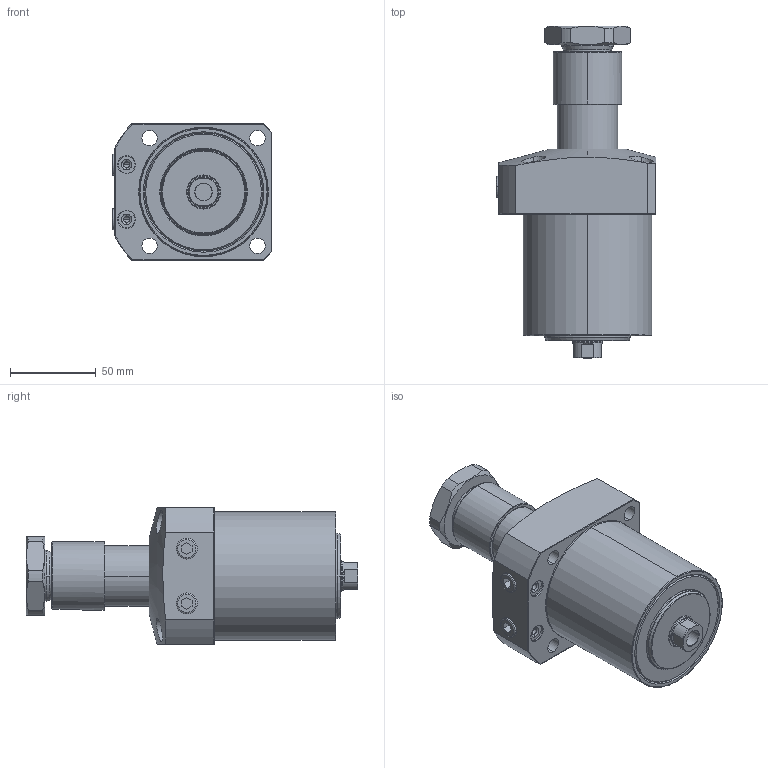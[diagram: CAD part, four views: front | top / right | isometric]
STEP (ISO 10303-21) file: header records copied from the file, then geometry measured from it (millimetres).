
FILE_DESCRIPTION (( 'STEP AP203' ), '1' );
FILE_NAME ('LHA0750-GLD.STEP', '2018-12-15T05:46:17', ( '微软用户' ), ( '微软中国' ), 'SwSTEP 2.0', 'SolidWorks 2012', '' );
FILE_SCHEMA (( 'CONFIG_CONTROL_DESIGN' ));
Length unit declared in the file: millimetre
Products named in the file (8): LHA0750-槭暌滀S(蹬怮椔); LHA0750-咂衝椳紕_蹬怮椔); LHA0750-D菛巍; LHA0750-楓羔_D); LHA0750-ů_; LHA0750-簸忣諍匏_; Rネジ1_4; LHA0750-GLD
Assembly tree (8 placements, depth 2):
  LHA0750-GLD
    LHA0750-槭暌滀S(蹬怮椔)
    LHA0750-咂衝椳紕_蹬怮椔)
    LHA0750-D菛巍
    LHA0750-楓羔_D)
    LHA0750-ů_
    LHA0750-簸忣諍匏_
    Rネジ1_4  x2
Bounding box: 93.5 x 194 x 80 mm (x, y, z)
Volume: 651586.9 mm3; surface area: 81202.3 mm2
Topology: 8 solids, 8 shells, 267 faces, 623 edges, 390 vertices
Faces by surface type: plane 91, cylinder 83, cone 67, torus 24, sphere 2
Entity records: 9029 total; most frequent: CARTESIAN_POINT 2374, DIRECTION 1255, ORIENTED_EDGE 1174, EDGE_CURVE 587, AXIS2_PLACEMENT_3D 511, VERTEX_POINT 370, EDGE_LOOP 287, FACE_OUTER_BOUND 252
